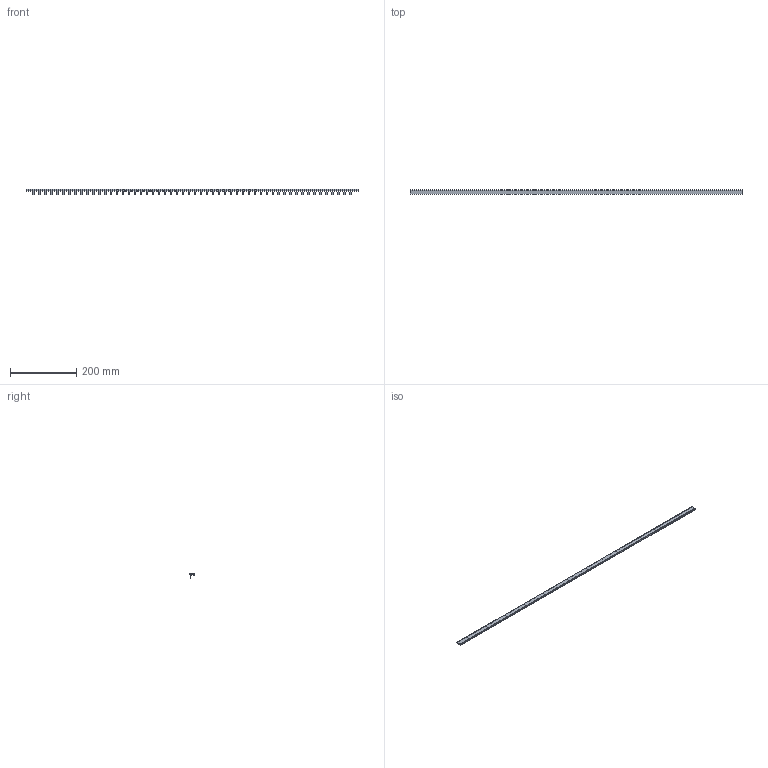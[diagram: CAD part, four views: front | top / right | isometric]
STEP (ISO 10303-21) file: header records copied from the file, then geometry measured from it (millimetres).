
FILE_DESCRIPTION((''),'2;1');
FILE_NAME('1P_ASM','2024-06-15T',('dell'),(''),'PRO/ENGINEER BY PARAMETRIC TECHNOLOGY CORPORATION, 2013230','PRO/ENGINEER BY PARAMETRIC TECHNOLOGY CORPORATION, 2013230','');
FILE_SCHEMA(('AUTOMOTIVE_DESIGN { 1 0 10303 214 1 1 1 1 }'));
Length unit declared in the file: millimetre
Products named in the file (1): 1P_ASM
Bounding box: 1000 x 15.03 x 15.8 mm (x, y, z)
Volume: 61324.8 mm3; surface area: 71648.2 mm2
Topology: 1 solids, 1 shells, 660 faces, 1868 edges, 1210 vertices
Faces by surface type: plane 440, cylinder 220
Entity records: 21289 total; most frequent: CARTESIAN_POINT 3740, ORIENTED_EDGE 3736, DIRECTION 3630, EDGE_CURVE 1868, VECTOR 1426, LINE 1426, VERTEX_POINT 1210, AXIS2_PLACEMENT_3D 1102
